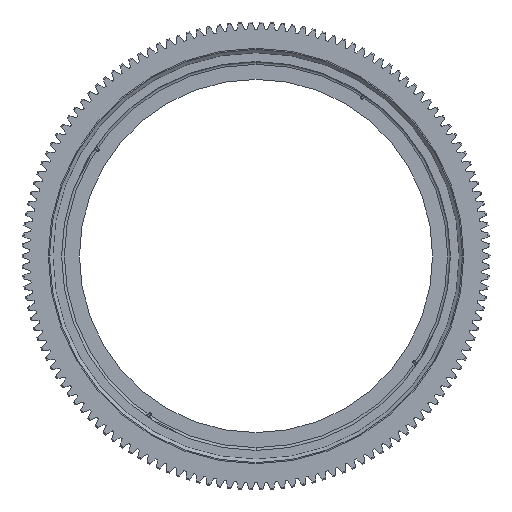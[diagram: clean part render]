
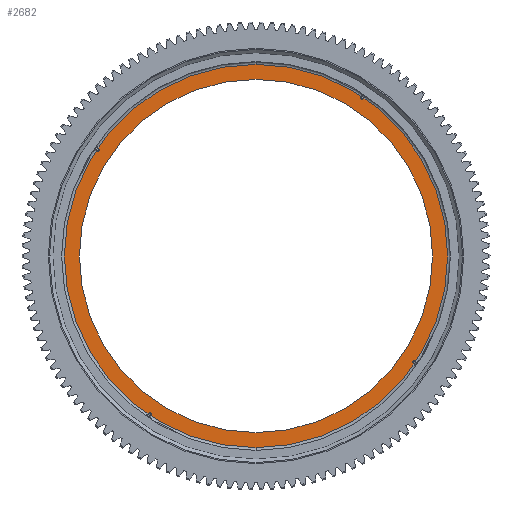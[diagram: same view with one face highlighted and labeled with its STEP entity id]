
A CAD part, front view. The second image highlights one B-rep face of the part: STEP entity #2682.
In plain terms, the highlighted planar face has unit normal (0, -1, 0).
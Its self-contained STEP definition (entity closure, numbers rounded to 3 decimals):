
#170 = EDGE_LOOP ( 'NONE', ( #9948, #2648 ) ) ;
#453 = CARTESIAN_POINT ( 'NONE',  ( 0., 16., 289. ) ) ;
#1607 = CARTESIAN_POINT ( 'NONE',  ( 0., 16., 344. ) ) ;
#2005 = CIRCLE ( 'NONE', #6730, 317. ) ;
#2648 = ORIENTED_EDGE ( 'NONE', *, *, #17041, .F. ) ;
#2682 = ADVANCED_FACE ( 'NONE', ( #5021, #31648 ), #21052, .F. ) ;
#2787 = AXIS2_PLACEMENT_3D ( 'NONE', #26928, #7591, #7445 ) ;
#4062 = VERTEX_POINT ( 'NONE', #1607 ) ;
#4399 = EDGE_LOOP ( 'NONE', ( #10638, #9106 ) ) ;
#5021 = FACE_OUTER_BOUND ( 'NONE', #4399, .T. ) ;
#6152 = VERTEX_POINT ( 'NONE', #28663 ) ;
#6246 = EDGE_CURVE ( 'NONE', #4062, #10729, #15679, .T. ) ;
#6730 = AXIS2_PLACEMENT_3D ( 'NONE', #18675, #20482, #20558 ) ;
#7445 = DIRECTION ( 'NONE',  ( 0., 0., 1. ) ) ;
#7591 = DIRECTION ( 'NONE',  ( 0., -1., 0. ) ) ;
#8603 = CARTESIAN_POINT ( 'NONE',  ( 0., 16., 0. ) ) ;
#9003 = AXIS2_PLACEMENT_3D ( 'NONE', #453, #31723, #31833 ) ;
#9106 = ORIENTED_EDGE ( 'NONE', *, *, #29673, .T. ) ;
#9948 = ORIENTED_EDGE ( 'NONE', *, *, #27950, .F. ) ;
#10638 = ORIENTED_EDGE ( 'NONE', *, *, #6246, .T. ) ;
#10729 = VERTEX_POINT ( 'NONE', #15533 ) ;
#11185 = DIRECTION ( 'NONE',  ( 0., 0., 1. ) ) ;
#11999 = CARTESIAN_POINT ( 'NONE',  ( 0., 16., 0. ) ) ;
#14564 = DIRECTION ( 'NONE',  ( 0., 0., 1. ) ) ;
#14598 = CARTESIAN_POINT ( 'NONE',  ( 0., 16., 317. ) ) ;
#15533 = CARTESIAN_POINT ( 'NONE',  ( 0., 16., -344. ) ) ;
#15679 = CIRCLE ( 'NONE', #2787, 344. ) ;
#17041 = EDGE_CURVE ( 'NONE', #6152, #30760, #2005, .T. ) ;
#18675 = CARTESIAN_POINT ( 'NONE',  ( 0., 16., 0. ) ) ;
#19376 = AXIS2_PLACEMENT_3D ( 'NONE', #11999, #29980, #14564 ) ;
#20482 = DIRECTION ( 'NONE',  ( 0., -1., 0. ) ) ;
#20558 = DIRECTION ( 'NONE',  ( 0., 0., 1. ) ) ;
#21052 = PLANE ( 'NONE',  #9003 ) ;
#21245 = CIRCLE ( 'NONE', #19376, 344. ) ;
#22919 = CIRCLE ( 'NONE', #24907, 317. ) ;
#24907 = AXIS2_PLACEMENT_3D ( 'NONE', #8603, #26550, #11185 ) ;
#26550 = DIRECTION ( 'NONE',  ( 0., -1., 0. ) ) ;
#26928 = CARTESIAN_POINT ( 'NONE',  ( 0., 16., 0. ) ) ;
#27950 = EDGE_CURVE ( 'NONE', #30760, #6152, #22919, .T. ) ;
#28663 = CARTESIAN_POINT ( 'NONE',  ( 0., 16., -317. ) ) ;
#29673 = EDGE_CURVE ( 'NONE', #10729, #4062, #21245, .T. ) ;
#29980 = DIRECTION ( 'NONE',  ( 0., -1., 0. ) ) ;
#30760 = VERTEX_POINT ( 'NONE', #14598 ) ;
#31648 = FACE_BOUND ( 'NONE', #170, .T. ) ;
#31723 = DIRECTION ( 'NONE',  ( 0., 1., 0. ) ) ;
#31833 = DIRECTION ( 'NONE',  ( 0., 0., 1. ) ) ;
